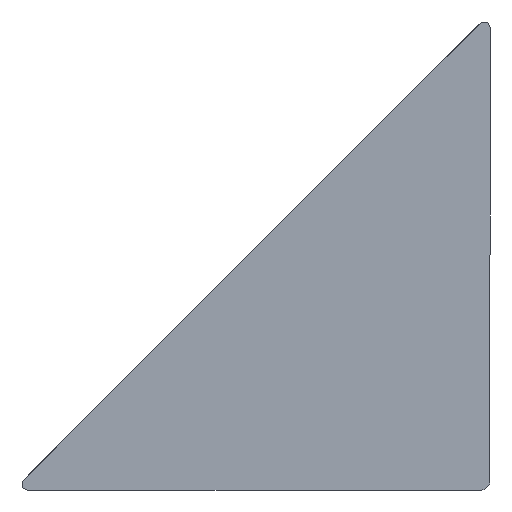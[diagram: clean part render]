
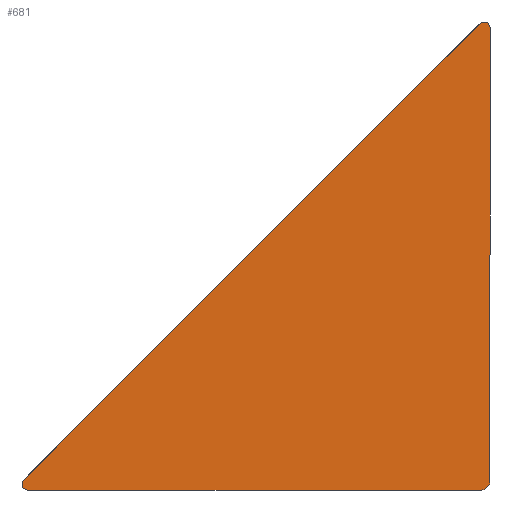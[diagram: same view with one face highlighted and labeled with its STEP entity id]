
A CAD part, left-side view. The second image highlights one B-rep face of the part: STEP entity #681.
In plain terms, the highlighted planar face has unit normal (-1, 0, 0).
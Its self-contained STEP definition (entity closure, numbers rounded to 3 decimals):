
#68=LINE('',#1084,#104);
#69=LINE('',#1089,#105);
#70=LINE('',#1093,#106);
#104=VECTOR('',#855,1000.);
#105=VECTOR('',#858,1000.);
#106=VECTOR('',#861,1000.);
#146=ORIENTED_EDGE('',*,*,#318,.F.);
#147=ORIENTED_EDGE('',*,*,#319,.F.);
#148=ORIENTED_EDGE('',*,*,#320,.F.);
#149=ORIENTED_EDGE('',*,*,#321,.F.);
#150=ORIENTED_EDGE('',*,*,#322,.F.);
#151=ORIENTED_EDGE('',*,*,#323,.F.);
#318=EDGE_CURVE('',#404,#405,#68,.T.);
#319=EDGE_CURVE('',#406,#404,#466,.T.);
#320=EDGE_CURVE('',#407,#406,#69,.T.);
#321=EDGE_CURVE('',#408,#407,#467,.T.);
#322=EDGE_CURVE('',#409,#408,#70,.T.);
#323=EDGE_CURVE('',#405,#409,#468,.T.);
#404=VERTEX_POINT('',#1085);
#405=VERTEX_POINT('',#1086);
#406=VERTEX_POINT('',#1088);
#407=VERTEX_POINT('',#1090);
#408=VERTEX_POINT('',#1092);
#409=VERTEX_POINT('',#1094);
#466=CIRCLE('',#745,3.);
#467=CIRCLE('',#746,2.);
#468=CIRCLE('',#747,2.);
#502=EDGE_LOOP('',(#146,#147,#148,#149,#150,#151));
#586=FACE_BOUND('',#502,.T.);
#670=PLANE('',#744);
#681=ADVANCED_FACE('',(#586),#670,.F.);
#744=AXIS2_PLACEMENT_3D('',#1083,#853,#854);
#745=AXIS2_PLACEMENT_3D('',#1087,#856,#857);
#746=AXIS2_PLACEMENT_3D('',#1091,#859,#860);
#747=AXIS2_PLACEMENT_3D('',#1095,#862,#863);
#853=DIRECTION('',(1.,0.,0.));
#854=DIRECTION('',(0.,0.,-1.));
#855=DIRECTION('',(0.,1.,0.));
#856=DIRECTION('',(1.,0.,0.));
#857=DIRECTION('',(0.,0.,-1.));
#858=DIRECTION('',(0.,0.,-1.));
#859=DIRECTION('',(1.,0.,0.));
#860=DIRECTION('',(0.,0.,-1.));
#861=DIRECTION('',(0.,-0.707,0.707));
#862=DIRECTION('',(1.,0.,0.));
#863=DIRECTION('',(0.,0.,-1.));
#1083=CARTESIAN_POINT('',(-20.,2.,158.172));
#1084=CARTESIAN_POINT('',(-20.,3.,0.));
#1085=CARTESIAN_POINT('',(-20.,3.,0.));
#1086=CARTESIAN_POINT('',(-20.,158.172,0.));
#1087=CARTESIAN_POINT('',(-20.,3.,3.));
#1088=CARTESIAN_POINT('',(-20.,0.,3.));
#1089=CARTESIAN_POINT('',(-20.,0.,158.172));
#1090=CARTESIAN_POINT('',(-20.,0.,158.172));
#1091=CARTESIAN_POINT('',(-20.,2.,158.172));
#1092=CARTESIAN_POINT('',(-20.,3.414,159.586));
#1093=CARTESIAN_POINT('',(-20.,159.586,3.414));
#1094=CARTESIAN_POINT('',(-20.,159.586,3.414));
#1095=CARTESIAN_POINT('',(-20.,158.172,2.));
